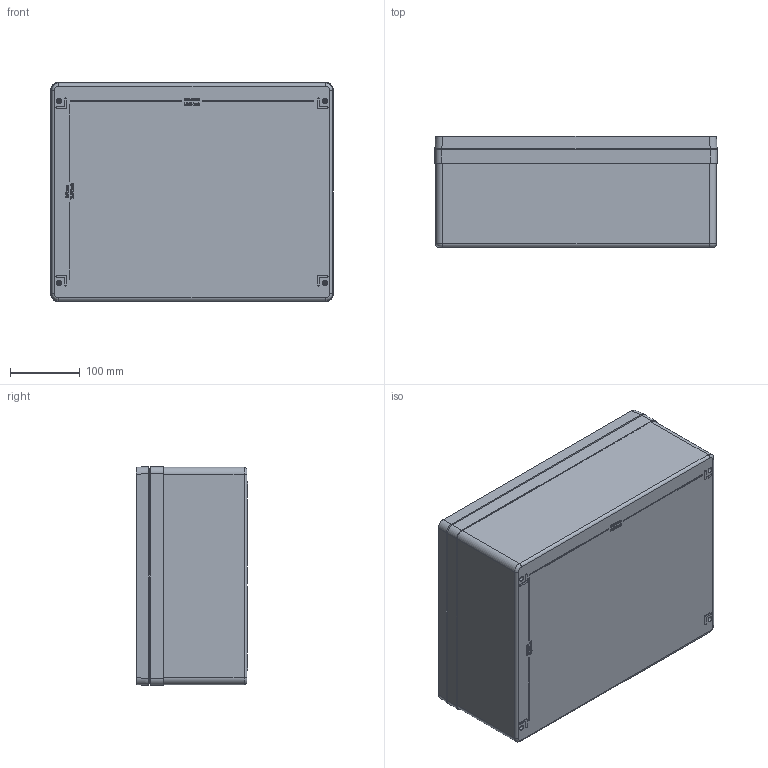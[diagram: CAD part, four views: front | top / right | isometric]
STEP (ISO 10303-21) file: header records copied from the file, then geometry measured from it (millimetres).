
FILE_DESCRIPTION (( 'STEP AP214' ), '1' );
FILE_NAME ('13250500.STEP', '2016-03-16T08:25:21', ( 'Macha' ), ( 'Hewlett-Packard Company' ), 'SwSTEP 2.0', 'SolidWorks 2015', '' );
FILE_SCHEMA (( 'AUTOMOTIVE_DESIGN' ));
Length unit declared in the file: millimetre
Products named in the file (6): 93038; 93117; 08771_Rohteil; 08971_Bearbeitung nach Zeichng. 13-2-089570-01-0; 03710_Bearbeitung nach Zeichng. 01-2-037100-01-0; 13250500
Assembly tree (8 placements, depth 2):
  13250500
    03710_Bearbeitung nach Zeichng. 01-2-037100-01-0
    08971_Bearbeitung nach Zeichng. 13-2-089570-01-0
    08771_Rohteil
    93117
    93038  x4
Bounding box: 405 x 159.6 x 314 mm (x, y, z)
Volume: 2734815.7 mm3; surface area: 861213.9 mm2
Topology: 9 solids, 9 shells, 1536 faces, 3859 edges, 2483 vertices
Faces by surface type: plane 738, bspline 355, cylinder 207, cone 164, torus 71, sphere 1
Entity records: 63244 total; most frequent: CARTESIAN_POINT 29989, ORIENTED_EDGE 7338, DIRECTION 5667, EDGE_CURVE 3669, VERTEX_POINT 2384, VECTOR 2167, LINE 2167, AXIS2_PLACEMENT_3D 1750
